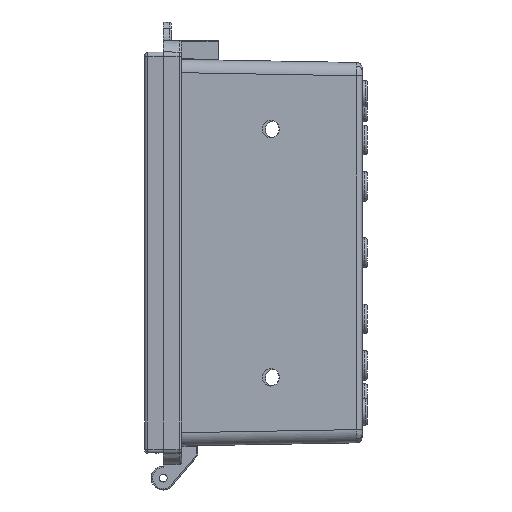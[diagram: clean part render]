
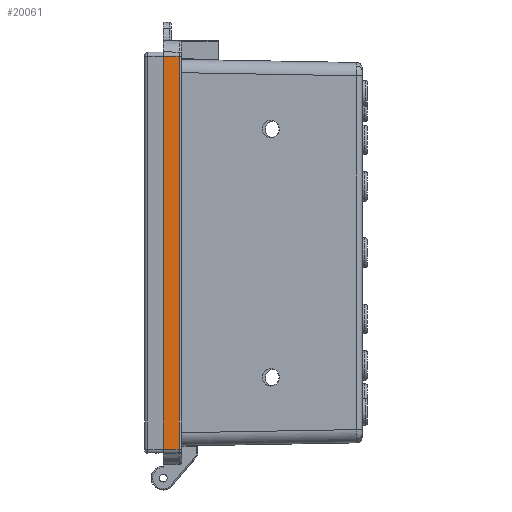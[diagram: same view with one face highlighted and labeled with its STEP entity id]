
A CAD part, left-side view. The second image highlights one B-rep face of the part: STEP entity #20061.
In plain terms, the highlighted planar face has unit normal (-1, -0.018, 0).
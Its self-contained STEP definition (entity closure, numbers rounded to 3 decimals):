
#1144=PLANE('',#22038);
#2300=FACE_OUTER_BOUND('',#3563,.T.);
#3563=EDGE_LOOP('',(#15807,#15808,#15809,#15810));
#5547=LINE('',#34889,#7092);
#5548=LINE('',#34891,#7093);
#5549=LINE('',#34892,#7094);
#5550=LINE('',#34893,#7095);
#7092=VECTOR('',#26452,1000.);
#7093=VECTOR('',#26453,1000.);
#7094=VECTOR('',#26454,1000.);
#7095=VECTOR('',#26455,1000.);
#9018=VERTEX_POINT('',#31591);
#10080=VERTEX_POINT('',#34887);
#10081=VERTEX_POINT('',#34888);
#10082=VERTEX_POINT('',#34890);
#12294=EDGE_CURVE('',#10080,#10081,#5547,.T.);
#12295=EDGE_CURVE('',#10080,#10082,#5548,.T.);
#12296=EDGE_CURVE('',#10082,#9018,#5549,.T.);
#12297=EDGE_CURVE('',#10081,#9018,#5550,.T.);
#15807=ORIENTED_EDGE('',*,*,#12294,.F.);
#15808=ORIENTED_EDGE('',*,*,#12295,.T.);
#15809=ORIENTED_EDGE('',*,*,#12296,.T.);
#15810=ORIENTED_EDGE('',*,*,#12297,.F.);
#20061=ADVANCED_FACE('',(#2300),#1144,.T.);
#22038=AXIS2_PLACEMENT_3D('',#34886,#26450,#26451);
#26450=DIRECTION('center_axis',(-1.,-0.017,
0.));
#26451=DIRECTION('ref_axis',(0.017,-1.,0.));
#26452=DIRECTION('',(-0.017,1.,0.));
#26453=DIRECTION('',(0.,0.,1.));
#26454=DIRECTION('',(-0.017,1.,0.));
#26455=DIRECTION('',(0.,0.,1.));
#31591=CARTESIAN_POINT('',(-134.2,0.,74.057));
#34886=CARTESIAN_POINT('Origin',(-134.2,0.,-74.057));
#34887=CARTESIAN_POINT('',(-134.095,-6.017,-74.057));
#34888=CARTESIAN_POINT('',(-134.2,0.,-74.057));
#34889=CARTESIAN_POINT('',(-134.2,0.,-74.057));
#34890=CARTESIAN_POINT('',(-134.095,-6.017,74.057));
#34891=CARTESIAN_POINT('',(-134.095,-6.017,-74.057));
#34892=CARTESIAN_POINT('',(-134.2,0.,74.057));
#34893=CARTESIAN_POINT('',(-134.2,0.,-74.057));
